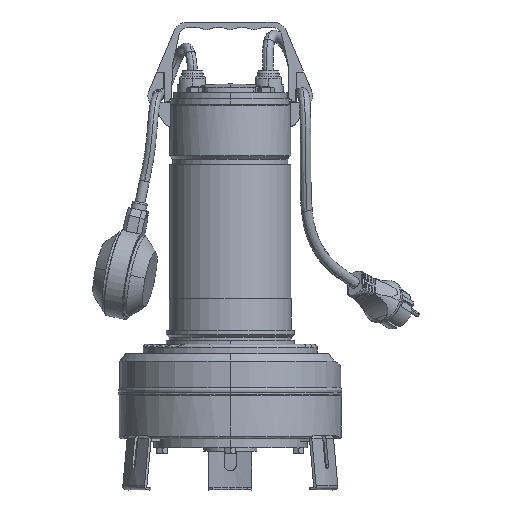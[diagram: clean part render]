
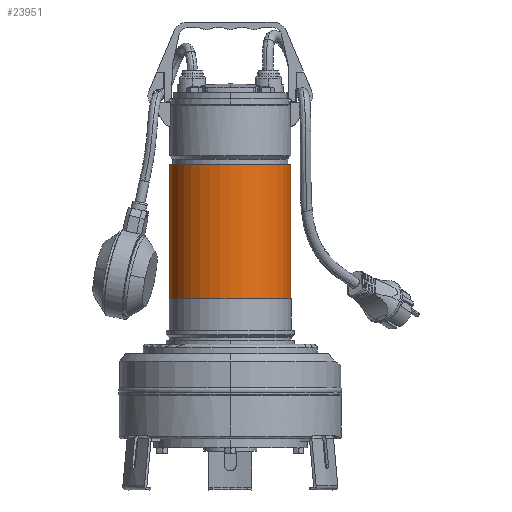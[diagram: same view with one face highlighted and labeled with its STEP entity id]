
A CAD part, left-side view. The second image highlights one B-rep face of the part: STEP entity #23951.
In plain terms, the highlighted cylindrical face has radius 56 mm (diameter 112 mm), a partial arc.
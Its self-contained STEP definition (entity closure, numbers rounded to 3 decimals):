
#91 = DIRECTION ( 'NONE',  ( 0., 1., 0. ) ) ;
#3628 = CARTESIAN_POINT ( 'NONE',  ( 0., 0., 264.7 ) ) ;
#4168 = LINE ( 'NONE', #45845, #19156 ) ;
#5868 = DIRECTION ( 'NONE',  ( 0., 1., 0. ) ) ;
#6075 = DIRECTION ( 'NONE',  ( 0., 0., 1. ) ) ;
#6422 = EDGE_CURVE ( 'NONE', #46909, #52349, #57683, .T. ) ;
#12701 = ORIENTED_EDGE ( 'NONE', *, *, #23251, .F. ) ;
#13371 = ORIENTED_EDGE ( 'NONE', *, *, #48718, .T. ) ;
#13823 = EDGE_LOOP ( 'NONE', ( #12701, #13371, #33010, #52482 ) ) ;
#14080 = CARTESIAN_POINT ( 'NONE',  ( 0., -56., 264.7 ) ) ;
#14549 = DIRECTION ( 'NONE',  ( 0., 1., 0. ) ) ;
#16460 = CARTESIAN_POINT ( 'NONE',  ( 0., 0., 264.7 ) ) ;
#16864 = LINE ( 'NONE', #33433, #48383 ) ;
#18343 = VERTEX_POINT ( 'NONE', #14080 ) ;
#19156 = VECTOR ( 'NONE', #24300, 1000. ) ;
#22420 = CYLINDRICAL_SURFACE ( 'NONE', #65157, 56. ) ;
#23251 = EDGE_CURVE ( 'NONE', #18343, #52349, #4168, .T. ) ;
#23951 = ADVANCED_FACE ( 'NONE', ( #64459 ), #22420, .T. ) ;
#24300 = DIRECTION ( 'NONE',  ( 0., 0., -1. ) ) ;
#32231 = EDGE_CURVE ( 'NONE', #47559, #46909, #16864, .T. ) ;
#33010 = ORIENTED_EDGE ( 'NONE', *, *, #32231, .T. ) ;
#33224 = CARTESIAN_POINT ( 'NONE',  ( 0., 0., 140.7 ) ) ;
#33433 = CARTESIAN_POINT ( 'NONE',  ( 0., 56., 264.7 ) ) ;
#36759 = CARTESIAN_POINT ( 'NONE',  ( 0., 56., 140.7 ) ) ;
#37719 = DIRECTION ( 'NONE',  ( 0., 0., -1. ) ) ;
#43283 = DIRECTION ( 'NONE',  ( 0., 0., -1. ) ) ;
#45845 = CARTESIAN_POINT ( 'NONE',  ( 0., -56., 264.7 ) ) ;
#46909 = VERTEX_POINT ( 'NONE', #36759 ) ;
#47559 = VERTEX_POINT ( 'NONE', #47967 ) ;
#47967 = CARTESIAN_POINT ( 'NONE',  ( 0., 56., 264.7 ) ) ;
#48383 = VECTOR ( 'NONE', #37719, 1000. ) ;
#48718 = EDGE_CURVE ( 'NONE', #18343, #47559, #58936, .T. ) ;
#50923 = AXIS2_PLACEMENT_3D ( 'NONE', #33224, #6075, #91 ) ;
#52349 = VERTEX_POINT ( 'NONE', #63524 ) ;
#52482 = ORIENTED_EDGE ( 'NONE', *, *, #6422, .T. ) ;
#57683 = CIRCLE ( 'NONE', #50923, 56. ) ;
#58936 = CIRCLE ( 'NONE', #61187, 56. ) ;
#61187 = AXIS2_PLACEMENT_3D ( 'NONE', #3628, #68202, #14549 ) ;
#63524 = CARTESIAN_POINT ( 'NONE',  ( 0., -56., 140.7 ) ) ;
#64459 = FACE_OUTER_BOUND ( 'NONE', #13823, .T. ) ;
#65157 = AXIS2_PLACEMENT_3D ( 'NONE', #16460, #43283, #5868 ) ;
#68202 = DIRECTION ( 'NONE',  ( 0., 0., -1. ) ) ;
